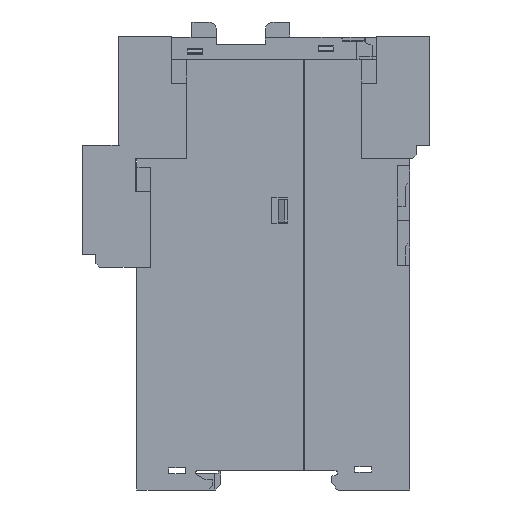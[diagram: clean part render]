
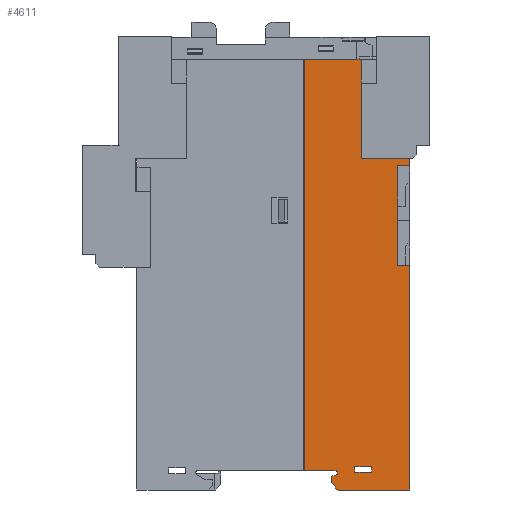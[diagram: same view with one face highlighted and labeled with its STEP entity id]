
A CAD part, left-side view. The second image highlights one B-rep face of the part: STEP entity #4611.
In plain terms, the highlighted planar face has unit normal (-1, 0, 0).
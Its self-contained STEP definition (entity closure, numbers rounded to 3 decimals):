
#4611=ADVANCED_FACE('',(#10289,#10290),#10291,.F.);
#10289=FACE_OUTER_BOUND('',#17020,.T.);
#10290=FACE_BOUND('',#17021,.T.);
#10291=PLANE('',#17022);
#17020=EDGE_LOOP('',(#31758,#31759,#31760,#31761,#31762,#31763,#31764,#31765,#31766,#31767,#31768,#31769,#31770,#31771,#31772,#31773,#31774,#31775,#31776,#31777,#31778,#31779));
#17021=EDGE_LOOP('',(#31780,#31781,#31782,#31783));
#17022=AXIS2_PLACEMENT_3D('',#31784,#31785,#31786);
#31758=ORIENTED_EDGE('',*,*,#45558,.T.);
#31759=ORIENTED_EDGE('',*,*,#42609,.T.);
#31760=ORIENTED_EDGE('',*,*,#45956,.T.);
#31761=ORIENTED_EDGE('',*,*,#45957,.T.);
#31762=ORIENTED_EDGE('',*,*,#45958,.T.);
#31763=ORIENTED_EDGE('',*,*,#45959,.T.);
#31764=ORIENTED_EDGE('',*,*,#45960,.T.);
#31765=ORIENTED_EDGE('',*,*,#45961,.T.);
#31766=ORIENTED_EDGE('',*,*,#45962,.T.);
#31767=ORIENTED_EDGE('',*,*,#45963,.T.);
#31768=ORIENTED_EDGE('',*,*,#45964,.F.);
#31769=ORIENTED_EDGE('',*,*,#45965,.T.);
#31770=ORIENTED_EDGE('',*,*,#45966,.T.);
#31771=ORIENTED_EDGE('',*,*,#45967,.T.);
#31772=ORIENTED_EDGE('',*,*,#45968,.T.);
#31773=ORIENTED_EDGE('',*,*,#45969,.T.);
#31774=ORIENTED_EDGE('',*,*,#45970,.T.);
#31775=ORIENTED_EDGE('',*,*,#45971,.T.);
#31776=ORIENTED_EDGE('',*,*,#45972,.T.);
#31777=ORIENTED_EDGE('',*,*,#45973,.T.);
#31778=ORIENTED_EDGE('',*,*,#45974,.T.);
#31779=ORIENTED_EDGE('',*,*,#45975,.T.);
#31780=ORIENTED_EDGE('',*,*,#45976,.T.);
#31781=ORIENTED_EDGE('',*,*,#45977,.T.);
#31782=ORIENTED_EDGE('',*,*,#45978,.T.);
#31783=ORIENTED_EDGE('',*,*,#45979,.T.);
#31784=CARTESIAN_POINT('',(0.005,62.57,60.03));
#31785=DIRECTION('',(1.0,0.0,0.0));
#31786=DIRECTION('',(0.0,0.0,-1.0));
#42609=EDGE_CURVE('',#51781,#51782,#51783,.T.);
#45558=EDGE_CURVE('',#56208,#51781,#56211,.T.);
#45956=EDGE_CURVE('',#51782,#56775,#56776,.T.);
#45957=EDGE_CURVE('',#56775,#56777,#56778,.T.);
#45958=EDGE_CURVE('',#56777,#56779,#56780,.T.);
#45959=EDGE_CURVE('',#56779,#56781,#56782,.T.);
#45960=EDGE_CURVE('',#56781,#56783,#56784,.T.);
#45961=EDGE_CURVE('',#56783,#56785,#56786,.T.);
#45962=EDGE_CURVE('',#56785,#56787,#56788,.T.);
#45963=EDGE_CURVE('',#56787,#56789,#56790,.T.);
#45964=EDGE_CURVE('',#56791,#56789,#56792,.T.);
#45965=EDGE_CURVE('',#56791,#56793,#56794,.T.);
#45966=EDGE_CURVE('',#56793,#56795,#56796,.T.);
#45967=EDGE_CURVE('',#56795,#56797,#56798,.T.);
#45968=EDGE_CURVE('',#56797,#56799,#56800,.T.);
#45969=EDGE_CURVE('',#56799,#56801,#56802,.T.);
#45970=EDGE_CURVE('',#56801,#56803,#56804,.T.);
#45971=EDGE_CURVE('',#56803,#56805,#56806,.T.);
#45972=EDGE_CURVE('',#56805,#56807,#56808,.T.);
#45973=EDGE_CURVE('',#56807,#56809,#56810,.T.);
#45974=EDGE_CURVE('',#56809,#56811,#56812,.T.);
#45975=EDGE_CURVE('',#56811,#56208,#56813,.T.);
#45976=EDGE_CURVE('',#56814,#56815,#56816,.T.);
#45977=EDGE_CURVE('',#56815,#56817,#56818,.T.);
#45978=EDGE_CURVE('',#56817,#56819,#56820,.T.);
#45979=EDGE_CURVE('',#56819,#56814,#56821,.T.);
#51781=VERTEX_POINT('',#65188);
#51782=VERTEX_POINT('',#65189);
#51783=LINE('',#65190,#65191);
#56208=VERTEX_POINT('',#71772);
#56211=LINE('',#71777,#71778);
#56775=VERTEX_POINT('',#72642);
#56776=LINE('',#72643,#72644);
#56777=VERTEX_POINT('',#72645);
#56778=LINE('',#72646,#72647);
#56779=VERTEX_POINT('',#72648);
#56780=CIRCLE('',#72649,0.3);
#56781=VERTEX_POINT('',#72650);
#56782=LINE('',#72651,#72652);
#56783=VERTEX_POINT('',#72653);
#56784=CIRCLE('',#72654,0.3);
#56785=VERTEX_POINT('',#72655);
#56786=LINE('',#72656,#72657);
#56787=VERTEX_POINT('',#72658);
#56788=LINE('',#72659,#72660);
#56789=VERTEX_POINT('',#72661);
#56790=LINE('',#72662,#72663);
#56791=VERTEX_POINT('',#72664);
#56792=CIRCLE('',#72665,0.5);
#56793=VERTEX_POINT('',#72666);
#56794=LINE('',#72667,#72668);
#56795=VERTEX_POINT('',#72669);
#56796=LINE('',#72670,#72671);
#56797=VERTEX_POINT('',#72672);
#56798=LINE('',#72673,#72674);
#56799=VERTEX_POINT('',#72675);
#56800=LINE('',#72676,#72677);
#56801=VERTEX_POINT('',#72678);
#56802=LINE('',#72679,#72680);
#56803=VERTEX_POINT('',#72681);
#56804=LINE('',#72682,#72683);
#56805=VERTEX_POINT('',#72684);
#56806=LINE('',#72685,#72686);
#56807=VERTEX_POINT('',#72687);
#56808=LINE('',#72688,#72689);
#56809=VERTEX_POINT('',#72690);
#56810=LINE('',#72691,#72692);
#56811=VERTEX_POINT('',#72693);
#56812=LINE('',#72694,#72695);
#56813=LINE('',#72696,#72697);
#56814=VERTEX_POINT('',#72698);
#56815=VERTEX_POINT('',#72699);
#56816=LINE('',#72700,#72701);
#56817=VERTEX_POINT('',#72702);
#56818=LINE('',#72703,#72704);
#56819=VERTEX_POINT('',#72705);
#56820=LINE('',#72706,#72707);
#56821=LINE('',#72708,#72709);
#65188=CARTESIAN_POINT('',(0.005,19.3,114.0));
#65189=CARTESIAN_POINT('',(0.005,33.2,114.0));
#65190=CARTESIAN_POINT('',(0.005,51.865,114.0));
#65191=VECTOR('',#81773,1.0);
#71772=CARTESIAN_POINT('',(0.005,19.3,114.08));
#71777=CARTESIAN_POINT('',(0.005,19.3,88.514));
#71778=VECTOR('',#84354,1.0);
#72642=CARTESIAN_POINT('',(0.005,33.2,5.1));
#72643=CARTESIAN_POINT('',(0.005,33.2,70.065));
#72644=VECTOR('',#84750,1.0);
#72645=CARTESIAN_POINT('',(0.005,24.75,5.1));
#72646=CARTESIAN_POINT('',(0.005,77.95,5.1));
#72647=VECTOR('',#84751,1.0);
#72648=CARTESIAN_POINT('',(0.005,24.45,4.8));
#72649=AXIS2_PLACEMENT_3D('',#84752,#84753,#84754);
#72650=CARTESIAN_POINT('',(0.005,24.45,4.28));
#72651=CARTESIAN_POINT('',(0.005,24.45,4.8));
#72652=VECTOR('',#84755,1.0);
#72653=CARTESIAN_POINT('',(0.005,24.672,3.99));
#72654=AXIS2_PLACEMENT_3D('',#84756,#84757,#84758);
#72655=CARTESIAN_POINT('',(0.005,25.85,3.675));
#72656=CARTESIAN_POINT('',(0.005,24.672,3.99));
#72657=VECTOR('',#84759,1.0);
#72658=CARTESIAN_POINT('',(0.005,25.85,1.999));
#72659=CARTESIAN_POINT('',(0.005,25.85,3.675));
#72660=VECTOR('',#84760,1.0);
#72661=CARTESIAN_POINT('',(0.005,24.599,0.213));
#72662=CARTESIAN_POINT('',(0.005,25.85,1.999));
#72663=VECTOR('',#84761,1.0);
#72664=CARTESIAN_POINT('',(0.005,24.19,0.0));
#72665=AXIS2_PLACEMENT_3D('',#84762,#84763,#84764);
#72666=CARTESIAN_POINT('',(0.005,5.2,0.0));
#72667=CARTESIAN_POINT('',(0.005,24.19,0.0));
#72668=VECTOR('',#84765,1.0);
#72669=CARTESIAN_POINT('',(0.005,5.2,59.5));
#72670=CARTESIAN_POINT('',(0.005,5.2,27.565));
#72671=VECTOR('',#84766,1.0);
#72672=CARTESIAN_POINT('',(0.005,8.45,59.5));
#72673=CARTESIAN_POINT('',(0.005,34.51,59.5));
#72674=VECTOR('',#84767,1.0);
#72675=CARTESIAN_POINT('',(0.005,8.45,85.9));
#72676=CARTESIAN_POINT('',(0.005,8.45,66.365));
#72677=VECTOR('',#84768,1.0);
#72678=CARTESIAN_POINT('',(0.005,5.2,85.9));
#72679=CARTESIAN_POINT('',(0.005,34.51,85.9));
#72680=VECTOR('',#84769,1.0);
#72681=CARTESIAN_POINT('',(0.005,5.2,87.78));
#72682=CARTESIAN_POINT('',(0.005,5.2,27.565));
#72683=VECTOR('',#84770,1.0);
#72684=CARTESIAN_POINT('',(0.005,18.02,87.78));
#72685=CARTESIAN_POINT('',(0.005,4.45,87.78));
#72686=VECTOR('',#84771,1.0);
#72687=CARTESIAN_POINT('',(0.005,18.02,107.82));
#72688=CARTESIAN_POINT('',(0.005,18.02,87.78));
#72689=VECTOR('',#84772,1.0);
#72690=CARTESIAN_POINT('',(0.005,18.0,107.82));
#72691=CARTESIAN_POINT('',(0.005,18.02,107.82));
#72692=VECTOR('',#84773,1.0);
#72693=CARTESIAN_POINT('',(0.005,18.0,114.08));
#72694=CARTESIAN_POINT('',(0.005,18.0,85.465));
#72695=VECTOR('',#84774,1.0);
#72696=CARTESIAN_POINT('',(0.005,14.01,114.08));
#72697=VECTOR('',#84775,1.0);
#72698=CARTESIAN_POINT('',(0.005,15.3,6.2));
#72699=CARTESIAN_POINT('',(0.005,15.3,4.7));
#72700=CARTESIAN_POINT('',(0.005,15.3,32.74));
#72701=VECTOR('',#84776,1.0);
#72702=CARTESIAN_POINT('',(0.005,19.8,4.7));
#72703=CARTESIAN_POINT('',(0.005,40.06,4.7));
#72704=VECTOR('',#84777,1.0);
#72705=CARTESIAN_POINT('',(0.005,19.8,6.2));
#72706=CARTESIAN_POINT('',(0.005,19.8,32.74));
#72707=VECTOR('',#84778,1.0);
#72708=CARTESIAN_POINT('',(0.005,40.06,6.2));
#72709=VECTOR('',#84779,1.0);
#81773=DIRECTION('',(0.0,1.0,0.0));
#84354=DIRECTION('',(0.0,0.0,-1.0));
#84750=DIRECTION('',(0.0,0.0,-1.0));
#84751=DIRECTION('',(0.0,-1.0,0.0));
#84752=CARTESIAN_POINT('',(0.005,24.75,4.8));
#84753=DIRECTION('',(1.0,0.0,0.0));
#84754=DIRECTION('',(0.0,0.,1.));
#84755=DIRECTION('',(0.0,0.0,-1.0));
#84756=CARTESIAN_POINT('',(0.005,24.75,4.28));
#84757=DIRECTION('',(1.0,0.0,0.0));
#84758=DIRECTION('',(0.0,-1.0,0.));
#84759=DIRECTION('',(0.0,0.966,-0.259));
#84760=DIRECTION('',(0.0,0.0,-1.0));
#84761=DIRECTION('',(0.0,-0.574,-0.819));
#84762=CARTESIAN_POINT('',(0.005,24.19,0.5));
#84763=DIRECTION('',(1.0,0.0,0.0));
#84764=DIRECTION('',(0.0,0.,-1.0));
#84765=DIRECTION('',(0.0,-1.0,0.0));
#84766=DIRECTION('',(0.0,0.0,1.0));
#84767=DIRECTION('',(0.0,1.0,0.0));
#84768=DIRECTION('',(0.0,0.0,1.0));
#84769=DIRECTION('',(0.0,-1.0,0.0));
#84770=DIRECTION('',(0.0,0.0,1.0));
#84771=DIRECTION('',(0.0,1.0,0.0));
#84772=DIRECTION('',(0.0,0.0,1.0));
#84773=DIRECTION('',(0.0,-1.0,0.0));
#84774=DIRECTION('',(0.0,0.0,1.0));
#84775=DIRECTION('',(0.0,1.0,0.0));
#84776=DIRECTION('',(0.0,0.0,-1.0));
#84777=DIRECTION('',(0.0,1.0,0.0));
#84778=DIRECTION('',(0.0,0.0,1.0));
#84779=DIRECTION('',(0.0,-1.0,0.0));
